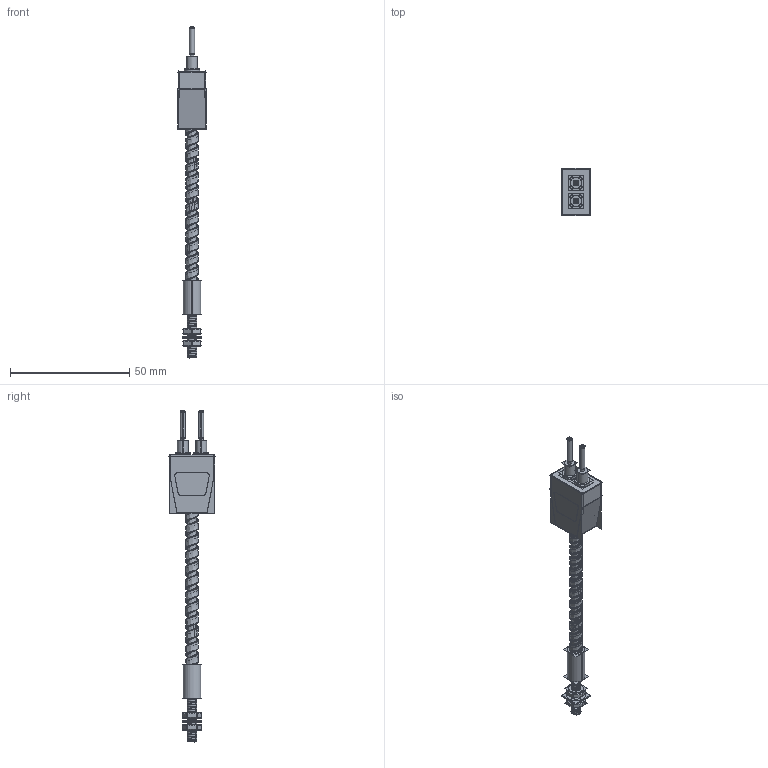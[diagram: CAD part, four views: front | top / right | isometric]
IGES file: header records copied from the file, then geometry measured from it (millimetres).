
Start section:  PTC IGES file: 188742.igs
Global section: file name: 188742.igs; native system: Creo Parametric by Parametric Technology Corporation; preprocessor: 2013230; author: pdmadmin; organization: Unknown; date: 20160112.153614; units: millimetre
Bounding box: 11.89 x 19.81 x 139.34 mm (x, y, z)
Volume: 4577.9 mm3; surface area: 40783.6 mm2
Topology: 19 solids, 21 shells, 1546 faces, 7856 edges, 9870 vertices
Faces by surface type: bspline 862, revolution 684
